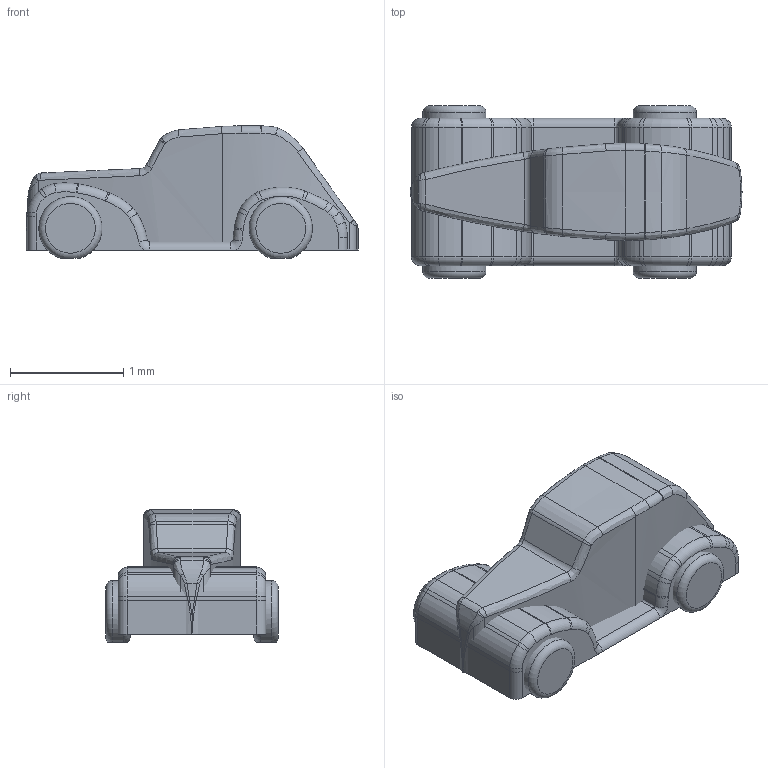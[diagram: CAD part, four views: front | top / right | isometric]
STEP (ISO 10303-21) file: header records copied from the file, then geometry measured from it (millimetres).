
FILE_DESCRIPTION(/* description */ (''),/* implementation_level */ '2;1');
FILE_NAME(/* name */ 'fullAssemblySedan.stp',/* time_stamp */ '2025-03-15T11:19:34+01:00',/* author */ ('Matte'),/* organization */ (''),/* preprocessor_version */ 'ST-DEVELOPER v20',/* originating_system */ 'Autodesk Inventor 2025',/* authorisation */ '');
FILE_SCHEMA (('AUTOMOTIVE_DESIGN { 1 0 10303 214 3 1 1 }'));
Length unit declared in the file: millimetre
Products named in the file (1): fullSedanScaled
Bounding box: 2.93 x 1.52 x 1.17 mm (x, y, z)
Volume: 3.3 mm3; surface area: 23.4 mm2
Topology: 6 solids, 6 shells, 187 faces, 454 edges, 278 vertices
Faces by surface type: torus 62, cylinder 60, bspline 36, plane 29
Entity records: 6705 total; most frequent: CARTESIAN_POINT 2297, DIRECTION 966, ORIENTED_EDGE 908, EDGE_CURVE 454, AXIS2_PLACEMENT_3D 430, VERTEX_POINT 278, CIRCLE 244, EDGE_LOOP 188
